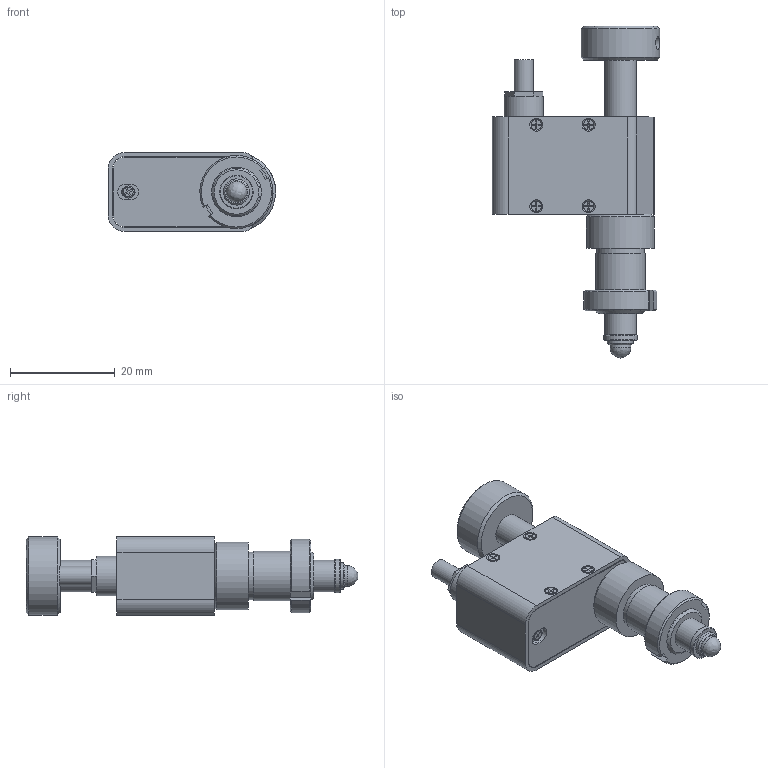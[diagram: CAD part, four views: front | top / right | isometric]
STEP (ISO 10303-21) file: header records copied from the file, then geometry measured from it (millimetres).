
FILE_DESCRIPTION (( 'STEP AP203' ), '1' );
FILE_NAME ('PAM6-13R-C3_R1.STEP', '2026-02-03T06:48:33', ( '' ), ( '' ), 'SwSTEP 2.0', 'SolidWorks 2013', '' );
FILE_SCHEMA (( 'CONFIG_CONTROL_DESIGN' ));
Length unit declared in the file: millimetre
Products named in the file (4): 3; PAM6-13R-C3_R1; 1; 4
Assembly tree (3 placements, depth 2):
  PAM6-13R-C3_R1
    1
    3
    4
Bounding box: 31.99 x 63.5 x 15.1 mm (x, y, z)
Volume: 342.1 mm3; surface area: 8156.2 mm2
Topology: 1 solids, 21 shells, 258 faces, 709 edges, 479 vertices
Faces by surface type: plane 173, cylinder 55, cone 28, torus 1, bspline 1
Full cylindrical faces by diameter (mm): 1.4 x8, 2 x8, 2.3 x1, 2.5 x1, 3.7 x1, 4 x1, 5 x1, 5.6 x1, 6 x2, 6.4 x1, 7 x1, 7.5 x1, 9 x1, 9.1 x1, 9.5 x1, 13 x1, 15 x1
Entity records: 8319 total; most frequent: CARTESIAN_POINT 1513, DIRECTION 1336, ORIENTED_EDGE 1100, EDGE_CURVE 649, VERTEX_POINT 478, VECTOR 470, LINE 470, AXIS2_PLACEMENT_3D 433
